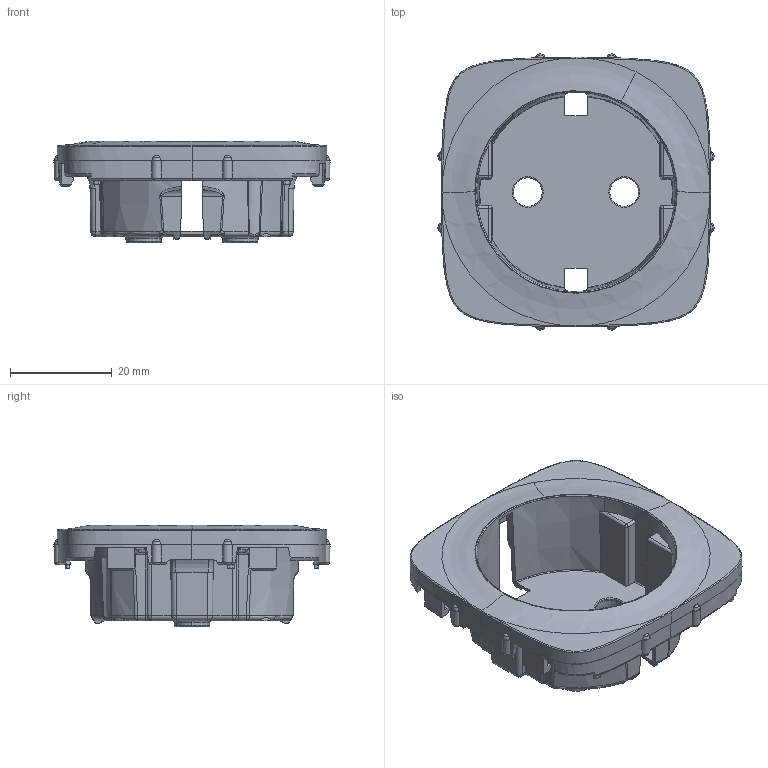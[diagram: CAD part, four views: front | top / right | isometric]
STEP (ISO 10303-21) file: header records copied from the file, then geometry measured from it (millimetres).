
FILE_DESCRIPTION(('CATIA V5 STEP Exchange','CAx-IF Rec.Pracs.--- Model Styling and Organization---1.4--- 2014-01-23'),'2;1');
FILE_NAME('755205_AllCATPart.stp','2020-02-24T14:56:46+00:00',('none'),('none'),'CATIA Version 5-6 Release 2017 SP3','CATIA V5 STEP AP214','none');
FILE_SCHEMA(('AUTOMOTIVE_DESIGN { 1 0 10303 214 1 1 1 1 }'));
Products named in the file (1): 755205_AllCATPart
Bounding box: 54.4 x 54.4 x 19.95 mm (x, y, z)
Volume: 7853.7 mm3; surface area: 11713.9 mm2
Topology: 1 solids, 1 shells, 3224 faces, 9406 edges, 6192 vertices
Faces by surface type: plane 2834, bspline 167, cylinder 73, cone 69, torus 42, sphere 32, extrusion 7
Entity records: 124734 total; most frequent: CARTESIAN_POINT 49194, ORIENTED_EDGE 18748, EDGE_CURVE 9374, DIRECTION 9319, VERTEX_POINT 6192, B_SPLINE_CURVE_WITH_KNOTS 5829, VECTOR 3292, LINE 3285
